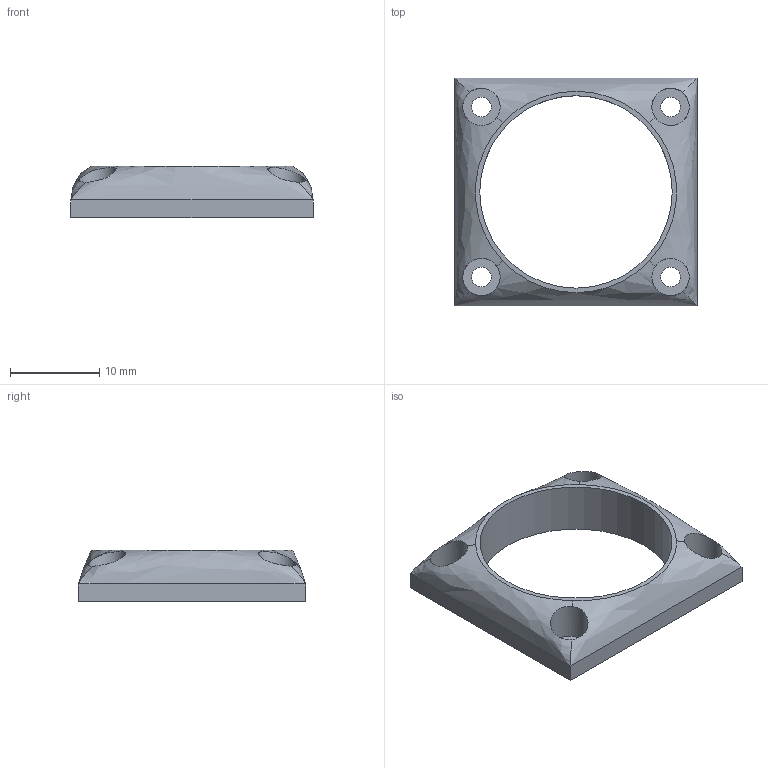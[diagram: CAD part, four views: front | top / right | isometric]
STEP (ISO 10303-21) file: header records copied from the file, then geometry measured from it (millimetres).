
FILE_DESCRIPTION(/* description */ (''),/* implementation_level */ '2;1');
FILE_NAME(/* name */ '',/* time_stamp */ '2025-09-28T00:25:05+09:00',/* author */ (''),/* organization */ (''),/* preprocessor_version */ 'ST-DEVELOPER v20.1',/* originating_system */ 'Autodesk Translation Framework v14.17.0.0',/* authorisation */ '');
FILE_SCHEMA (('AUTOMOTIVE_DESIGN { 1 0 10303 214 3 1 1 }'));
Length unit declared in the file: millimetre
Products named in the file (1): ASモジュール_typeB
Bounding box: 27.23 x 25.52 x 5.79 mm (x, y, z)
Volume: 1333.3 mm3; surface area: 1643.6 mm2
Topology: 1 solids, 1 shells, 23 faces, 71 edges, 50 vertices
Faces by surface type: plane 10, cylinder 9, bspline 4
Full cylindrical faces by diameter (mm): 2.2 x4, 4.2 x4, 21.619 x1
Entity records: 1231 total; most frequent: CARTESIAN_POINT 580, ORIENTED_EDGE 142, DIRECTION 105, EDGE_CURVE 71, VERTEX_POINT 50, AXIS2_PLACEMENT_3D 38, EDGE_LOOP 33, LINE 29
